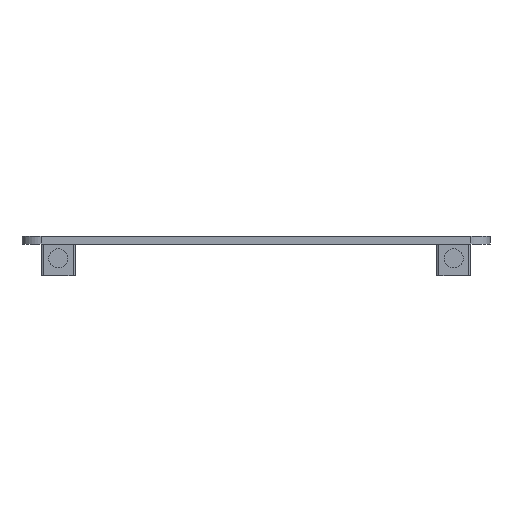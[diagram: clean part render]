
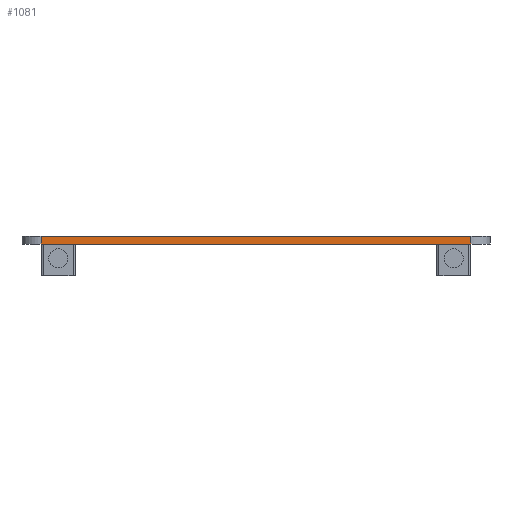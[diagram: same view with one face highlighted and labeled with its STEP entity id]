
A CAD part, left-side view. The second image highlights one B-rep face of the part: STEP entity #1081.
In plain terms, the highlighted planar face has unit normal (-1, 0, 0).
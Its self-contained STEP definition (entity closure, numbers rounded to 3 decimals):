
#61 = EDGE_CURVE('',#62,#64,#66,.T.);
#62 = VERTEX_POINT('',#63);
#63 = CARTESIAN_POINT('',(-42.25,-45.,30.4));
#64 = VERTEX_POINT('',#65);
#65 = CARTESIAN_POINT('',(-42.25,-45.,32.));
#66 = LINE('',#67,#68);
#67 = CARTESIAN_POINT('',(-42.25,-45.,30.4));
#68 = VECTOR('',#69,1.);
#69 = DIRECTION('',(0.,0.,1.));
#155 = VERTEX_POINT('',#156);
#156 = CARTESIAN_POINT('',(-42.25,45.,30.4));
#163 = EDGE_CURVE('',#155,#62,#164,.T.);
#164 = LINE('',#165,#166);
#165 = CARTESIAN_POINT('',(-42.25,45.,30.4));
#166 = VECTOR('',#167,1.);
#167 = DIRECTION('',(0.,-1.,0.));
#774 = VERTEX_POINT('',#775);
#775 = CARTESIAN_POINT('',(-42.25,45.,32.));
#782 = EDGE_CURVE('',#774,#64,#783,.T.);
#783 = LINE('',#784,#785);
#784 = CARTESIAN_POINT('',(-42.25,45.,32.));
#785 = VECTOR('',#786,1.);
#786 = DIRECTION('',(0.,-1.,0.));
#1081 = ADVANCED_FACE('',(#1082),#1093,.F.);
#1082 = FACE_BOUND('',#1083,.F.);
#1083 = EDGE_LOOP('',(#1084,#1090,#1091,#1092));
#1084 = ORIENTED_EDGE('',*,*,#1085,.T.);
#1085 = EDGE_CURVE('',#155,#774,#1086,.T.);
#1086 = LINE('',#1087,#1088);
#1087 = CARTESIAN_POINT('',(-42.25,45.,30.4));
#1088 = VECTOR('',#1089,1.);
#1089 = DIRECTION('',(0.,0.,1.));
#1090 = ORIENTED_EDGE('',*,*,#782,.T.);
#1091 = ORIENTED_EDGE('',*,*,#61,.F.);
#1092 = ORIENTED_EDGE('',*,*,#163,.F.);
#1093 = PLANE('',#1094);
#1094 = AXIS2_PLACEMENT_3D('',#1095,#1096,#1097);
#1095 = CARTESIAN_POINT('',(-42.25,45.,30.4));
#1096 = DIRECTION('',(1.,0.,0.));
#1097 = DIRECTION('',(0.,-1.,0.));
